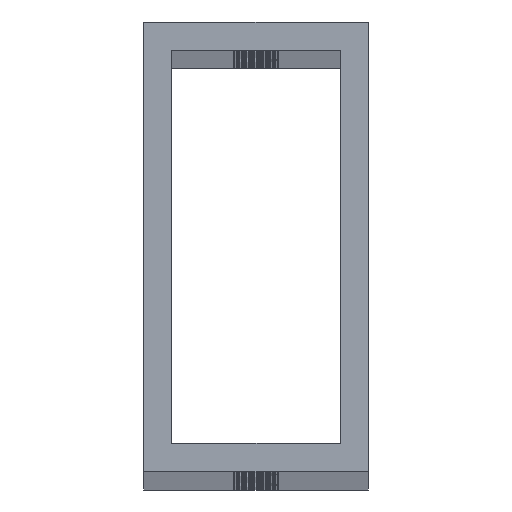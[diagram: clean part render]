
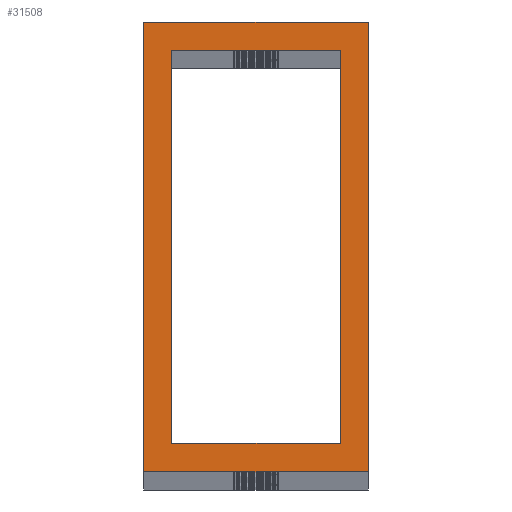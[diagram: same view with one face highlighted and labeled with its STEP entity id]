
A CAD part, top view. The second image highlights one B-rep face of the part: STEP entity #31508.
In plain terms, the highlighted planar face has unit normal (0, 0, 1).
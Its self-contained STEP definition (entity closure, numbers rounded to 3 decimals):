
#47 = ORIENTED_EDGE ( 'NONE', *, *, #67635, .F. ) ;
#701 = VECTOR ( 'NONE', #46164, 1000. ) ;
#1912 = LINE ( 'NONE', #7418, #55207 ) ;
#2366 = DIRECTION ( 'NONE',  ( 1., 0., 0. ) ) ;
#3960 = LINE ( 'NONE', #88956, #14867 ) ;
#6564 = VERTEX_POINT ( 'NONE', #71884 ) ;
#7418 = CARTESIAN_POINT ( 'NONE',  ( -9.525, -22.225, 1193.8 ) ) ;
#7684 = DIRECTION ( 'NONE',  ( 0., 1., 0. ) ) ;
#9470 = PLANE ( 'NONE',  #64496 ) ;
#10803 = VERTEX_POINT ( 'NONE', #82840 ) ;
#11817 = EDGE_CURVE ( 'NONE', #10803, #64960, #15528, .T. ) ;
#13016 = CARTESIAN_POINT ( 'NONE',  ( -9.525, 22.225, 1193.8 ) ) ;
#14867 = VECTOR ( 'NONE', #52232, 1000. ) ;
#15126 = LINE ( 'NONE', #28443, #89437 ) ;
#15528 = LINE ( 'NONE', #43541, #27986 ) ;
#16692 = CARTESIAN_POINT ( 'NONE',  ( 9.525, -22.225, 1193.8 ) ) ;
#18283 = VERTEX_POINT ( 'NONE', #64427 ) ;
#22925 = DIRECTION ( 'NONE',  ( -1., 0., 0. ) ) ;
#23156 = ORIENTED_EDGE ( 'NONE', *, *, #67873, .F. ) ;
#25069 = FACE_BOUND ( 'NONE', #56890, .T. ) ;
#25325 = CARTESIAN_POINT ( 'NONE',  ( 9.525, -22.225, 1193.8 ) ) ;
#26663 = LINE ( 'NONE', #25325, #73646 ) ;
#27798 = CARTESIAN_POINT ( 'NONE',  ( -12.7, -25.4, 1193.8 ) ) ;
#27986 = VECTOR ( 'NONE', #7684, 1000. ) ;
#28443 = CARTESIAN_POINT ( 'NONE',  ( -12.7, 25.4, 1193.8 ) ) ;
#29584 = ORIENTED_EDGE ( 'NONE', *, *, #54266, .T. ) ;
#31508 = ADVANCED_FACE ( 'NONE', ( #88036, #25069 ), #9470, .F. ) ;
#33669 = EDGE_CURVE ( 'NONE', #60451, #71993, #26663, .T. ) ;
#35009 = LINE ( 'NONE', #62638, #57983 ) ;
#37491 = EDGE_CURVE ( 'NONE', #64960, #6564, #15126, .T. ) ;
#38344 = EDGE_CURVE ( 'NONE', #6564, #53552, #3960, .T. ) ;
#43095 = CARTESIAN_POINT ( 'NONE',  ( 12.7, 25.4, 1193.8 ) ) ;
#43541 = CARTESIAN_POINT ( 'NONE',  ( 12.7, -25.4, 1193.8 ) ) ;
#46164 = DIRECTION ( 'NONE',  ( 0., -1., 0. ) ) ;
#52232 = DIRECTION ( 'NONE',  ( 0., -1., 0. ) ) ;
#53552 = VERTEX_POINT ( 'NONE', #27798 ) ;
#54266 = EDGE_CURVE ( 'NONE', #53552, #10803, #35009, .T. ) ;
#55207 = VECTOR ( 'NONE', #2366, 1000. ) ;
#55447 = LINE ( 'NONE', #83475, #73974 ) ;
#56172 = DIRECTION ( 'NONE',  ( 1., 0., 0. ) ) ;
#56890 = EDGE_LOOP ( 'NONE', ( #78988, #84642, #23156, #47 ) ) ;
#57983 = VECTOR ( 'NONE', #56172, 1000. ) ;
#58660 = CARTESIAN_POINT ( 'NONE',  ( 0., 0., 1193.8 ) ) ;
#58903 = VERTEX_POINT ( 'NONE', #13016 ) ;
#60451 = VERTEX_POINT ( 'NONE', #16692 ) ;
#60826 = EDGE_LOOP ( 'NONE', ( #63571, #73016, #82146, #29584 ) ) ;
#62638 = CARTESIAN_POINT ( 'NONE',  ( -12.7, -25.4, 1193.8 ) ) ;
#63571 = ORIENTED_EDGE ( 'NONE', *, *, #11817, .T. ) ;
#64427 = CARTESIAN_POINT ( 'NONE',  ( -9.525, -22.225, 1193.8 ) ) ;
#64496 = AXIS2_PLACEMENT_3D ( 'NONE', #58660, #87594, #86675 ) ;
#64960 = VERTEX_POINT ( 'NONE', #43095 ) ;
#66423 = CARTESIAN_POINT ( 'NONE',  ( -9.525, -22.225, 1193.8 ) ) ;
#66565 = CARTESIAN_POINT ( 'NONE',  ( 9.525, 22.225, 1193.8 ) ) ;
#67635 = EDGE_CURVE ( 'NONE', #71993, #58903, #55447, .T. ) ;
#67873 = EDGE_CURVE ( 'NONE', #58903, #18283, #80209, .T. ) ;
#71884 = CARTESIAN_POINT ( 'NONE',  ( -12.7, 25.4, 1193.8 ) ) ;
#71993 = VERTEX_POINT ( 'NONE', #66565 ) ;
#73016 = ORIENTED_EDGE ( 'NONE', *, *, #37491, .T. ) ;
#73646 = VECTOR ( 'NONE', #81842, 1000. ) ;
#73974 = VECTOR ( 'NONE', #77493, 1000. ) ;
#77493 = DIRECTION ( 'NONE',  ( -1., 0., 0. ) ) ;
#78988 = ORIENTED_EDGE ( 'NONE', *, *, #33669, .F. ) ;
#80209 = LINE ( 'NONE', #66423, #701 ) ;
#80706 = EDGE_CURVE ( 'NONE', #18283, #60451, #1912, .T. ) ;
#81842 = DIRECTION ( 'NONE',  ( 0., 1., 0. ) ) ;
#82146 = ORIENTED_EDGE ( 'NONE', *, *, #38344, .T. ) ;
#82840 = CARTESIAN_POINT ( 'NONE',  ( 12.7, -25.4, 1193.8 ) ) ;
#83475 = CARTESIAN_POINT ( 'NONE',  ( -9.525, 22.225, 1193.8 ) ) ;
#84642 = ORIENTED_EDGE ( 'NONE', *, *, #80706, .F. ) ;
#86675 = DIRECTION ( 'NONE',  ( -1., 0., 0. ) ) ;
#87594 = DIRECTION ( 'NONE',  ( 0., 0., -1. ) ) ;
#88036 = FACE_OUTER_BOUND ( 'NONE', #60826, .T. ) ;
#88956 = CARTESIAN_POINT ( 'NONE',  ( -12.7, -25.4, 1193.8 ) ) ;
#89437 = VECTOR ( 'NONE', #22925, 1000. ) ;
